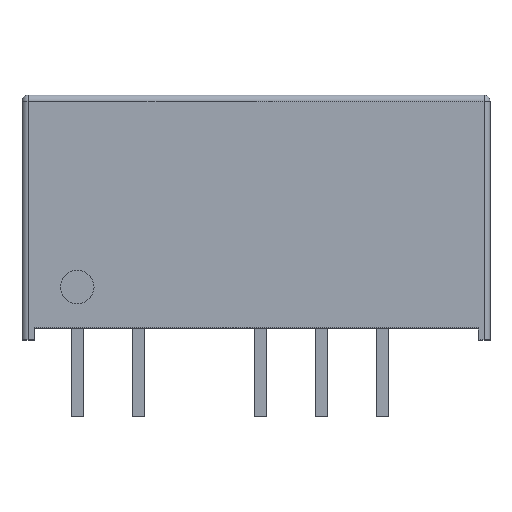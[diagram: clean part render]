
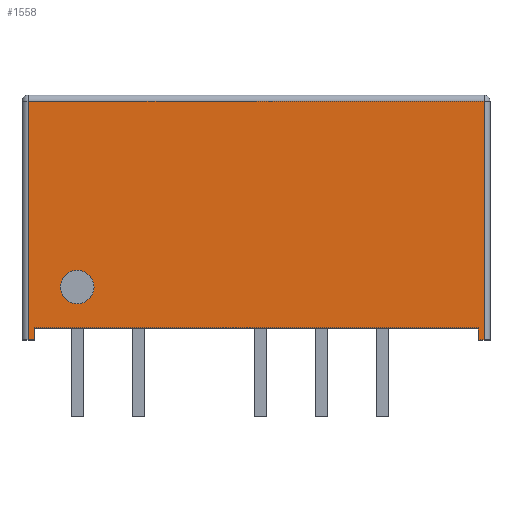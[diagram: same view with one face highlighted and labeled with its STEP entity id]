
A CAD part, top view. The second image highlights one B-rep face of the part: STEP entity #1558.
In plain terms, the highlighted planar face has unit normal (0, 0, 1).
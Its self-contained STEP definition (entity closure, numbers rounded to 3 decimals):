
#23 = VERTEX_POINT ( 'NONE', #1829 ) ;
#66 = CARTESIAN_POINT ( 'NONE',  ( 16.7, 10.2, 6.125 ) ) ;
#73 = VECTOR ( 'NONE', #212, 1000. ) ;
#88 = EDGE_CURVE ( 'NONE', #1858, #1968, #1407, .T. ) ;
#95 = LINE ( 'NONE', #1949, #1742 ) ;
#129 = CARTESIAN_POINT ( 'NONE',  ( -2.05, 9.95, 6.125 ) ) ;
#163 = DIRECTION ( 'NONE',  ( -1., 0., 0. ) ) ;
#172 = DIRECTION ( 'NONE',  ( 1., 0., 0. ) ) ;
#212 = DIRECTION ( 'NONE',  ( 1., 0., 0. ) ) ;
#250 = LINE ( 'NONE', #782, #1623 ) ;
#308 = VERTEX_POINT ( 'NONE', #129 ) ;
#323 = LINE ( 'NONE', #1478, #1337 ) ;
#385 = CARTESIAN_POINT ( 'NONE',  ( -2.05, 0., 6.125 ) ) ;
#419 = CARTESIAN_POINT ( 'NONE',  ( -2.05, 10.2, 6.125 ) ) ;
#502 = EDGE_CURVE ( 'NONE', #23, #1011, #680, .T. ) ;
#542 = VERTEX_POINT ( 'NONE', #561 ) ;
#549 = DIRECTION ( 'NONE',  ( 1., 0., 0. ) ) ;
#553 = CARTESIAN_POINT ( 'NONE',  ( -1.8, 0., 6.125 ) ) ;
#561 = CARTESIAN_POINT ( 'NONE',  ( 16.7, 0., 6.125 ) ) ;
#564 = VERTEX_POINT ( 'NONE', #385 ) ;
#671 = VECTOR ( 'NONE', #1902, 1000. ) ;
#680 = CIRCLE ( 'NONE', #1065, 0.7 ) ;
#698 = ORIENTED_EDGE ( 'NONE', *, *, #1613, .T. ) ;
#719 = ORIENTED_EDGE ( 'NONE', *, *, #830, .T. ) ;
#747 = EDGE_CURVE ( 'NONE', #1011, #23, #845, .T. ) ;
#753 = VECTOR ( 'NONE', #1553, 1000. ) ;
#782 = CARTESIAN_POINT ( 'NONE',  ( -1.8, 10.2, 6.125 ) ) ;
#788 = FACE_OUTER_BOUND ( 'NONE', #1646, .T. ) ;
#812 = EDGE_CURVE ( 'NONE', #1220, #308, #1037, .T. ) ;
#830 = EDGE_CURVE ( 'NONE', #542, #1308, #1221, .T. ) ;
#845 = CIRCLE ( 'NONE', #1648, 0.7 ) ;
#885 = CARTESIAN_POINT ( 'NONE',  ( 16.95, 9.95, 6.125 ) ) ;
#888 = DIRECTION ( 'NONE',  ( 0., 0., 1. ) ) ;
#922 = PLANE ( 'NONE',  #1411 ) ;
#923 = CARTESIAN_POINT ( 'NONE',  ( 16.95, 0., 6.125 ) ) ;
#946 = EDGE_CURVE ( 'NONE', #1308, #1220, #323, .T. ) ;
#1011 = VERTEX_POINT ( 'NONE', #1491 ) ;
#1037 = LINE ( 'NONE', #1999, #1260 ) ;
#1065 = AXIS2_PLACEMENT_3D ( 'NONE', #2063, #888, #549 ) ;
#1072 = ORIENTED_EDGE ( 'NONE', *, *, #812, .T. ) ;
#1075 = EDGE_LOOP ( 'NONE', ( #2018, #1676 ) ) ;
#1102 = CARTESIAN_POINT ( 'NONE',  ( -2.3, 10.2, 6.125 ) ) ;
#1220 = VERTEX_POINT ( 'NONE', #885 ) ;
#1221 = LINE ( 'NONE', #1948, #73 ) ;
#1252 = DIRECTION ( 'NONE',  ( 0., 1., 0. ) ) ;
#1256 = LINE ( 'NONE', #419, #2171 ) ;
#1260 = VECTOR ( 'NONE', #163, 1000. ) ;
#1268 = EDGE_CURVE ( 'NONE', #1858, #542, #1372, .T. ) ;
#1308 = VERTEX_POINT ( 'NONE', #923 ) ;
#1337 = VECTOR ( 'NONE', #2144, 1000. ) ;
#1372 = LINE ( 'NONE', #66, #671 ) ;
#1407 = LINE ( 'NONE', #2070, #753 ) ;
#1411 = AXIS2_PLACEMENT_3D ( 'NONE', #1102, #1943, #2109 ) ;
#1421 = ORIENTED_EDGE ( 'NONE', *, *, #88, .F. ) ;
#1472 = DIRECTION ( 'NONE',  ( 1., 0., 0. ) ) ;
#1478 = CARTESIAN_POINT ( 'NONE',  ( 16.95, 10.2, 6.125 ) ) ;
#1480 = ORIENTED_EDGE ( 'NONE', *, *, #946, .T. ) ;
#1491 = CARTESIAN_POINT ( 'NONE',  ( 0.7, 2.2, 6.125 ) ) ;
#1530 = EDGE_CURVE ( 'NONE', #564, #2061, #95, .T. ) ;
#1553 = DIRECTION ( 'NONE',  ( -1., 0., 0. ) ) ;
#1555 = ORIENTED_EDGE ( 'NONE', *, *, #1530, .T. ) ;
#1558 = ADVANCED_FACE ( 'NONE', ( #1756, #788 ), #922, .F. ) ;
#1613 = EDGE_CURVE ( 'NONE', #308, #564, #1256, .T. ) ;
#1623 = VECTOR ( 'NONE', #1252, 1000. ) ;
#1633 = ORIENTED_EDGE ( 'NONE', *, *, #1268, .T. ) ;
#1646 = EDGE_LOOP ( 'NONE', ( #1072, #698, #1555, #2087, #1421, #1633, #719, #1480 ) ) ;
#1648 = AXIS2_PLACEMENT_3D ( 'NONE', #2028, #1687, #172 ) ;
#1676 = ORIENTED_EDGE ( 'NONE', *, *, #502, .F. ) ;
#1687 = DIRECTION ( 'NONE',  ( 0., 0., 1. ) ) ;
#1742 = VECTOR ( 'NONE', #1472, 1000. ) ;
#1756 = FACE_BOUND ( 'NONE', #1075, .T. ) ;
#1829 = CARTESIAN_POINT ( 'NONE',  ( -0.7, 2.2, 6.125 ) ) ;
#1841 = EDGE_CURVE ( 'NONE', #2061, #1968, #250, .T. ) ;
#1858 = VERTEX_POINT ( 'NONE', #2114 ) ;
#1902 = DIRECTION ( 'NONE',  ( 0., -1., 0. ) ) ;
#1943 = DIRECTION ( 'NONE',  ( 0., 0., -1. ) ) ;
#1948 = CARTESIAN_POINT ( 'NONE',  ( -2.3, 0., 6.125 ) ) ;
#1949 = CARTESIAN_POINT ( 'NONE',  ( -2.3, 0., 6.125 ) ) ;
#1968 = VERTEX_POINT ( 'NONE', #1995 ) ;
#1995 = CARTESIAN_POINT ( 'NONE',  ( -1.8, 0.5, 6.125 ) ) ;
#1999 = CARTESIAN_POINT ( 'NONE',  ( -2.3, 9.95, 6.125 ) ) ;
#2018 = ORIENTED_EDGE ( 'NONE', *, *, #747, .F. ) ;
#2028 = CARTESIAN_POINT ( 'NONE',  ( 0., 2.2, 6.125 ) ) ;
#2061 = VERTEX_POINT ( 'NONE', #553 ) ;
#2063 = CARTESIAN_POINT ( 'NONE',  ( 0., 2.2, 6.125 ) ) ;
#2070 = CARTESIAN_POINT ( 'NONE',  ( -2.3, 0.5, 6.125 ) ) ;
#2085 = DIRECTION ( 'NONE',  ( 0., -1., 0. ) ) ;
#2087 = ORIENTED_EDGE ( 'NONE', *, *, #1841, .T. ) ;
#2109 = DIRECTION ( 'NONE',  ( -1., 0., 0. ) ) ;
#2114 = CARTESIAN_POINT ( 'NONE',  ( 16.7, 0.5, 6.125 ) ) ;
#2144 = DIRECTION ( 'NONE',  ( 0., 1., 0. ) ) ;
#2171 = VECTOR ( 'NONE', #2085, 1000. ) ;
